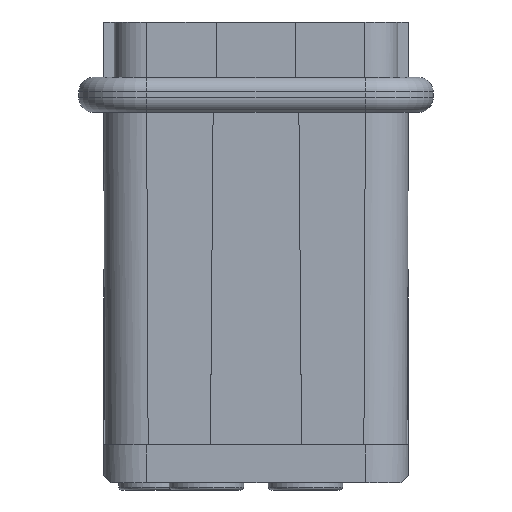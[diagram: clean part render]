
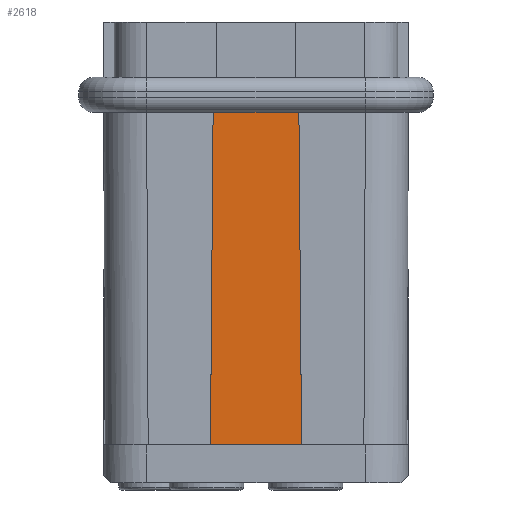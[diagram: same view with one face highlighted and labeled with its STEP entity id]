
A CAD part, front view. The second image highlights one B-rep face of the part: STEP entity #2618.
In plain terms, the highlighted planar face has unit normal (0, -1, 0).
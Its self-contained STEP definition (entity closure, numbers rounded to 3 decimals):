
#1950=CIRCLE('',#16465,0.2);
#1959=CIRCLE('',#16521,0.2);
#2618=ADVANCED_FACE('',(#3809),#3182,.F.);
#3182=PLANE('',#16522);
#3809=FACE_OUTER_BOUND('',#4637,.T.);
#4637=EDGE_LOOP('',(#7814,#7815,#7816,#7817,#7818,#7819));
#7814=ORIENTED_EDGE('',*,*,#12054,.F.);
#7815=ORIENTED_EDGE('',*,*,#11998,.F.);
#7816=ORIENTED_EDGE('',*,*,#11944,.T.);
#7817=ORIENTED_EDGE('',*,*,#12049,.T.);
#7818=ORIENTED_EDGE('',*,*,#12055,.T.);
#7819=ORIENTED_EDGE('',*,*,#12056,.T.);
#10102=VERTEX_POINT('',#24522);
#10103=VERTEX_POINT('',#24523);
#10129=VERTEX_POINT('',#24625);
#10154=VERTEX_POINT('',#24721);
#10158=VERTEX_POINT('',#24734);
#10159=VERTEX_POINT('',#24736);
#11944=EDGE_CURVE('',#10102,#10103,#1950,.T.);
#11998=EDGE_CURVE('',#10102,#10129,#13653,.T.);
#12049=EDGE_CURVE('',#10103,#10154,#13703,.T.);
#12054=EDGE_CURVE('',#10129,#10158,#13705,.T.);
#12055=EDGE_CURVE('',#10154,#10159,#1959,.T.);
#12056=EDGE_CURVE('',#10159,#10158,#13706,.T.);
#13653=LINE('',#24624,#15180);
#13703=LINE('',#24722,#15230);
#13705=LINE('',#24733,#15232);
#13706=LINE('',#24737,#15233);
#15180=VECTOR('',#19793,1.);
#15230=VECTOR('',#19887,1.);
#15232=VECTOR('',#19901,1.);
#15233=VECTOR('',#19904,1.);
#16465=AXIS2_PLACEMENT_3D('',#24521,#19689,#19690);
#16521=AXIS2_PLACEMENT_3D('',#24735,#19902,#19903);
#16522=AXIS2_PLACEMENT_3D('',#24738,#19905,#19906);
#19689=DIRECTION('',(0.,-1.,0.));
#19690=DIRECTION('',(1.,0.,0.));
#19793=DIRECTION('',(0.008,0.,-1.));
#19887=DIRECTION('',(-1.,0.,0.));
#19901=DIRECTION('',(-1.,0.,0.));
#19902=DIRECTION('',(0.,-1.,0.));
#19903=DIRECTION('',(1.,0.,0.));
#19904=DIRECTION('',(-0.008,0.,-1.));
#19905=DIRECTION('',(0.,1.,0.));
#19906=DIRECTION('',(-1.,0.,0.));
#24521=CARTESIAN_POINT('',(2.727,-9.05,-4.5));
#24522=CARTESIAN_POINT('',(2.927,-9.05,-4.498));
#24523=CARTESIAN_POINT('',(2.727,-9.05,-4.3));
#24624=CARTESIAN_POINT('',(3.221,-9.05,-41.299));
#24625=CARTESIAN_POINT('',(3.125,-9.05,-29.3));
#24721=CARTESIAN_POINT('',(-2.727,-9.05,-4.3));
#24722=CARTESIAN_POINT('',(3.125,-9.05,-4.3));
#24733=CARTESIAN_POINT('',(7.5,-9.05,-29.3));
#24734=CARTESIAN_POINT('',(-3.125,-9.05,-29.3));
#24735=CARTESIAN_POINT('',(-2.727,-9.05,-4.5));
#24736=CARTESIAN_POINT('',(-2.927,-9.05,-4.498));
#24737=CARTESIAN_POINT('',(-3.025,-9.05,-16.8));
#24738=CARTESIAN_POINT('',(3.125,-9.05,-41.3));
